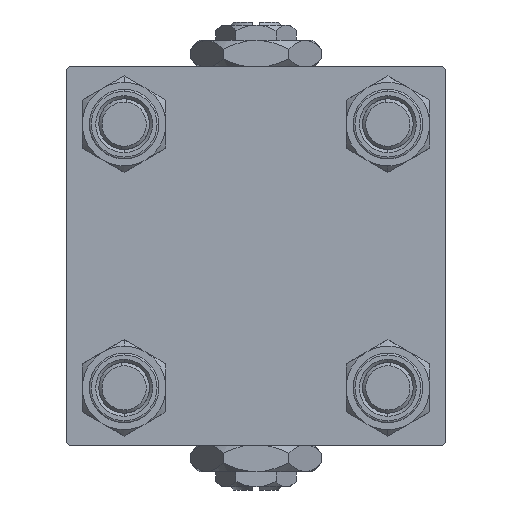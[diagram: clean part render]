
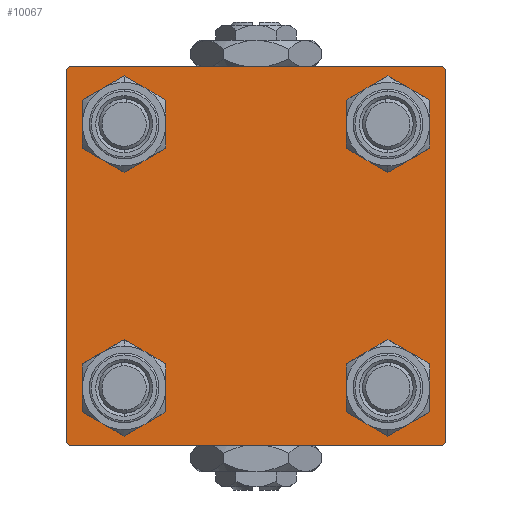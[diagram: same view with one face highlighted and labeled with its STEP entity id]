
A CAD part, left-side view. The second image highlights one B-rep face of the part: STEP entity #10067.
In plain terms, the highlighted planar face has unit normal (-1, 0, 0).
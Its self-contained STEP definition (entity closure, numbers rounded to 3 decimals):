
#650 = ORIENTED_EDGE ( 'NONE', *, *, #52241, .T. ) ;
#1069 = DIRECTION ( 'NONE',  ( 0., -0.707, -0.707 ) ) ;
#1180 = CARTESIAN_POINT ( 'NONE',  ( 0., -29.5, -30. ) ) ;
#1548 = CARTESIAN_POINT ( 'NONE',  ( 0., -20.85, 25.35 ) ) ;
#1631 = EDGE_CURVE ( 'NONE', #14414, #20068, #18757, .T. ) ;
#1834 = LINE ( 'NONE', #47568, #17068 ) ;
#2894 = VERTEX_POINT ( 'NONE', #1548 ) ;
#3424 = CARTESIAN_POINT ( 'NONE',  ( 0., 20.85, 16.35 ) ) ;
#4516 = LINE ( 'NONE', #41368, #40301 ) ;
#5448 = ORIENTED_EDGE ( 'NONE', *, *, #31268, .T. ) ;
#5583 = LINE ( 'NONE', #49311, #22466 ) ;
#6751 = VECTOR ( 'NONE', #48689, 1000. ) ;
#7044 = DIRECTION ( 'NONE',  ( 0., 0., -1. ) ) ;
#7227 = EDGE_CURVE ( 'NONE', #14414, #17308, #10913, .T. ) ;
#7576 = DIRECTION ( 'NONE',  ( 0., 0., 1. ) ) ;
#7939 = DIRECTION ( 'NONE',  ( 0., 0., 1. ) ) ;
#8706 = CARTESIAN_POINT ( 'NONE',  ( 0., -29.75, 29.75 ) ) ;
#8751 = ORIENTED_EDGE ( 'NONE', *, *, #46016, .T. ) ;
#9102 = CIRCLE ( 'NONE', #31955, 4.5 ) ;
#9149 = VERTEX_POINT ( 'NONE', #19073 ) ;
#9727 = ORIENTED_EDGE ( 'NONE', *, *, #46125, .T. ) ;
#10067 = ADVANCED_FACE ( 'NONE', ( #31801, #23580, #15358, #11123, #16146 ), #43465, .T. ) ;
#10505 = DIRECTION ( 'NONE',  ( 0., 0., 1. ) ) ;
#10913 = LINE ( 'NONE', #15401, #36005 ) ;
#11123 = FACE_BOUND ( 'NONE', #12250, .T. ) ;
#11645 = CARTESIAN_POINT ( 'NONE',  ( 0., 0., 0. ) ) ;
#12046 = ORIENTED_EDGE ( 'NONE', *, *, #18578, .T. ) ;
#12164 = DIRECTION ( 'NONE',  ( -1., 0., 0. ) ) ;
#12250 = EDGE_LOOP ( 'NONE', ( #49192, #9727 ) ) ;
#12616 = CIRCLE ( 'NONE', #22760, 4.5 ) ;
#13080 = CARTESIAN_POINT ( 'NONE',  ( 0., -20.85, 16.35 ) ) ;
#13100 = LINE ( 'NONE', #29266, #22151 ) ;
#13206 = DIRECTION ( 'NONE',  ( 0., 0.707, 0.707 ) ) ;
#13585 = CARTESIAN_POINT ( 'NONE',  ( 0., -20.85, -25.35 ) ) ;
#13723 = AXIS2_PLACEMENT_3D ( 'NONE', #31724, #23236, #19265 ) ;
#13960 = DIRECTION ( 'NONE',  ( 1., 0., 0. ) ) ;
#14038 = CARTESIAN_POINT ( 'NONE',  ( 0., -20.85, 20.85 ) ) ;
#14414 = VERTEX_POINT ( 'NONE', #23789 ) ;
#14817 = EDGE_LOOP ( 'NONE', ( #8751, #12046 ) ) ;
#15358 = FACE_BOUND ( 'NONE', #20423, .T. ) ;
#15401 = CARTESIAN_POINT ( 'NONE',  ( 0., 29.75, 29.75 ) ) ;
#15721 = ORIENTED_EDGE ( 'NONE', *, *, #40210, .T. ) ;
#15947 = VERTEX_POINT ( 'NONE', #23671 ) ;
#15995 = ORIENTED_EDGE ( 'NONE', *, *, #44147, .T. ) ;
#16146 = FACE_OUTER_BOUND ( 'NONE', #20551, .T. ) ;
#17068 = VECTOR ( 'NONE', #7044, 1000. ) ;
#17248 = DIRECTION ( 'NONE',  ( 0., -0.707, 0.707 ) ) ;
#17308 = VERTEX_POINT ( 'NONE', #36943 ) ;
#17540 = CIRCLE ( 'NONE', #21784, 4.5 ) ;
#17871 = CIRCLE ( 'NONE', #30586, 4.5 ) ;
#18190 = CARTESIAN_POINT ( 'NONE',  ( 0., -20.85, -20.85 ) ) ;
#18578 = EDGE_CURVE ( 'NONE', #20110, #45881, #12616, .T. ) ;
#18757 = LINE ( 'NONE', #47103, #41886 ) ;
#19073 = CARTESIAN_POINT ( 'NONE',  ( 0., 20.85, -16.35 ) ) ;
#19265 = DIRECTION ( 'NONE',  ( 0., 0., 1. ) ) ;
#20068 = VERTEX_POINT ( 'NONE', #26020 ) ;
#20110 = VERTEX_POINT ( 'NONE', #13585 ) ;
#20423 = EDGE_LOOP ( 'NONE', ( #5448, #650 ) ) ;
#20551 = EDGE_LOOP ( 'NONE', ( #22932, #35275, #15721, #28213, #25525, #49531, #33911, #33779 ) ) ;
#20925 = CARTESIAN_POINT ( 'NONE',  ( 0., 20.85, 20.85 ) ) ;
#21138 = VERTEX_POINT ( 'NONE', #21799 ) ;
#21191 = DIRECTION ( 'NONE',  ( 1., 0., 0. ) ) ;
#21784 = AXIS2_PLACEMENT_3D ( 'NONE', #52405, #25287, #29525 ) ;
#21799 = CARTESIAN_POINT ( 'NONE',  ( 0., 20.85, 25.35 ) ) ;
#22151 = VECTOR ( 'NONE', #38006, 1000. ) ;
#22466 = VECTOR ( 'NONE', #17248, 1000. ) ;
#22760 = AXIS2_PLACEMENT_3D ( 'NONE', #18190, #13960, #50000 ) ;
#22865 = CARTESIAN_POINT ( 'NONE',  ( 0., -20.85, 20.85 ) ) ;
#22932 = ORIENTED_EDGE ( 'NONE', *, *, #44777, .T. ) ;
#23042 = CIRCLE ( 'NONE', #28118, 4.5 ) ;
#23236 = DIRECTION ( 'NONE',  ( 1., 0., 0. ) ) ;
#23455 = VERTEX_POINT ( 'NONE', #13080 ) ;
#23580 = FACE_BOUND ( 'NONE', #14817, .T. ) ;
#23671 = CARTESIAN_POINT ( 'NONE',  ( 0., 30., -29.5 ) ) ;
#23729 = EDGE_LOOP ( 'NONE', ( #51550, #15995 ) ) ;
#23789 = CARTESIAN_POINT ( 'NONE',  ( 0., 29.5, 30. ) ) ;
#24712 = CIRCLE ( 'NONE', #13723, 4.5 ) ;
#25287 = DIRECTION ( 'NONE',  ( 1., 0., 0. ) ) ;
#25525 = ORIENTED_EDGE ( 'NONE', *, *, #45250, .F. ) ;
#26020 = CARTESIAN_POINT ( 'NONE',  ( 0., -29.5, 30. ) ) ;
#26358 = CIRCLE ( 'NONE', #39887, 4.5 ) ;
#26416 = EDGE_CURVE ( 'NONE', #34426, #44788, #5583, .T. ) ;
#27366 = CARTESIAN_POINT ( 'NONE',  ( 0., -30., -29.5 ) ) ;
#27539 = EDGE_CURVE ( 'NONE', #41872, #20068, #41291, .T. ) ;
#28118 = AXIS2_PLACEMENT_3D ( 'NONE', #43887, #28492, #7576 ) ;
#28213 = ORIENTED_EDGE ( 'NONE', *, *, #26416, .T. ) ;
#28295 = EDGE_CURVE ( 'NONE', #15947, #29885, #4516, .T. ) ;
#28492 = DIRECTION ( 'NONE',  ( 1., 0., 0. ) ) ;
#28953 = CIRCLE ( 'NONE', #48435, 4.5 ) ;
#29157 = DIRECTION ( 'NONE',  ( 1., 0., 0. ) ) ;
#29266 = CARTESIAN_POINT ( 'NONE',  ( 0., 30., 30. ) ) ;
#29525 = DIRECTION ( 'NONE',  ( 0., 0., 1. ) ) ;
#29885 = VERTEX_POINT ( 'NONE', #32373 ) ;
#30586 = AXIS2_PLACEMENT_3D ( 'NONE', #22865, #46980, #39272 ) ;
#31268 = EDGE_CURVE ( 'NONE', #9149, #48095, #17540, .T. ) ;
#31724 = CARTESIAN_POINT ( 'NONE',  ( 0., 20.85, -20.85 ) ) ;
#31801 = FACE_BOUND ( 'NONE', #23729, .T. ) ;
#31955 = AXIS2_PLACEMENT_3D ( 'NONE', #14038, #29157, #49285 ) ;
#32373 = CARTESIAN_POINT ( 'NONE',  ( 0., 29.5, -30. ) ) ;
#32534 = LINE ( 'NONE', #48170, #6751 ) ;
#33779 = ORIENTED_EDGE ( 'NONE', *, *, #7227, .T. ) ;
#33911 = ORIENTED_EDGE ( 'NONE', *, *, #1631, .F. ) ;
#34426 = VERTEX_POINT ( 'NONE', #1180 ) ;
#34436 = AXIS2_PLACEMENT_3D ( 'NONE', #11645, #12164, #7939 ) ;
#34727 = EDGE_CURVE ( 'NONE', #2894, #23455, #9102, .T. ) ;
#35275 = ORIENTED_EDGE ( 'NONE', *, *, #28295, .T. ) ;
#35289 = DIRECTION ( 'NONE',  ( 0., 0.707, -0.707 ) ) ;
#36005 = VECTOR ( 'NONE', #35289, 1000. ) ;
#36943 = CARTESIAN_POINT ( 'NONE',  ( 0., 30., 29.5 ) ) ;
#36973 = CARTESIAN_POINT ( 'NONE',  ( 0., -30., 29.5 ) ) ;
#38006 = DIRECTION ( 'NONE',  ( 0., 0., -1. ) ) ;
#38577 = VECTOR ( 'NONE', #13206, 1000. ) ;
#39272 = DIRECTION ( 'NONE',  ( 0., 0., 1. ) ) ;
#39887 = AXIS2_PLACEMENT_3D ( 'NONE', #20925, #21191, #44773 ) ;
#40210 = EDGE_CURVE ( 'NONE', #29885, #34426, #32534, .T. ) ;
#40301 = VECTOR ( 'NONE', #1069, 1000. ) ;
#41291 = LINE ( 'NONE', #8706, #38577 ) ;
#41368 = CARTESIAN_POINT ( 'NONE',  ( 0., 29.75, -29.75 ) ) ;
#41872 = VERTEX_POINT ( 'NONE', #36973 ) ;
#41886 = VECTOR ( 'NONE', #46845, 1000. ) ;
#42061 = CARTESIAN_POINT ( 'NONE',  ( 0., -20.85, -16.35 ) ) ;
#42589 = DIRECTION ( 'NONE',  ( 1., 0., 0. ) ) ;
#43465 = PLANE ( 'NONE',  #34436 ) ;
#43887 = CARTESIAN_POINT ( 'NONE',  ( 0., 20.85, 20.85 ) ) ;
#44147 = EDGE_CURVE ( 'NONE', #23455, #2894, #17871, .T. ) ;
#44773 = DIRECTION ( 'NONE',  ( 0., 0., 1. ) ) ;
#44777 = EDGE_CURVE ( 'NONE', #17308, #15947, #13100, .T. ) ;
#44788 = VERTEX_POINT ( 'NONE', #27366 ) ;
#45250 = EDGE_CURVE ( 'NONE', #41872, #44788, #1834, .T. ) ;
#45881 = VERTEX_POINT ( 'NONE', #42061 ) ;
#46016 = EDGE_CURVE ( 'NONE', #45881, #20110, #28953, .T. ) ;
#46125 = EDGE_CURVE ( 'NONE', #49806, #21138, #23042, .T. ) ;
#46810 = CARTESIAN_POINT ( 'NONE',  ( 0., -20.85, -20.85 ) ) ;
#46845 = DIRECTION ( 'NONE',  ( 0., -1., 0. ) ) ;
#46980 = DIRECTION ( 'NONE',  ( 1., 0., 0. ) ) ;
#47103 = CARTESIAN_POINT ( 'NONE',  ( 0., 30., 30. ) ) ;
#47568 = CARTESIAN_POINT ( 'NONE',  ( 0., -30., 30. ) ) ;
#47804 = CARTESIAN_POINT ( 'NONE',  ( 0., 20.85, -25.35 ) ) ;
#48095 = VERTEX_POINT ( 'NONE', #47804 ) ;
#48170 = CARTESIAN_POINT ( 'NONE',  ( 0., 30., -30. ) ) ;
#48435 = AXIS2_PLACEMENT_3D ( 'NONE', #46810, #42589, #10505 ) ;
#48689 = DIRECTION ( 'NONE',  ( 0., -1., 0. ) ) ;
#49192 = ORIENTED_EDGE ( 'NONE', *, *, #50775, .T. ) ;
#49285 = DIRECTION ( 'NONE',  ( 0., 0., 1. ) ) ;
#49311 = CARTESIAN_POINT ( 'NONE',  ( 0., -29.75, -29.75 ) ) ;
#49531 = ORIENTED_EDGE ( 'NONE', *, *, #27539, .T. ) ;
#49806 = VERTEX_POINT ( 'NONE', #3424 ) ;
#50000 = DIRECTION ( 'NONE',  ( 0., 0., 1. ) ) ;
#50775 = EDGE_CURVE ( 'NONE', #21138, #49806, #26358, .T. ) ;
#51550 = ORIENTED_EDGE ( 'NONE', *, *, #34727, .T. ) ;
#52241 = EDGE_CURVE ( 'NONE', #48095, #9149, #24712, .T. ) ;
#52405 = CARTESIAN_POINT ( 'NONE',  ( 0., 20.85, -20.85 ) ) ;
